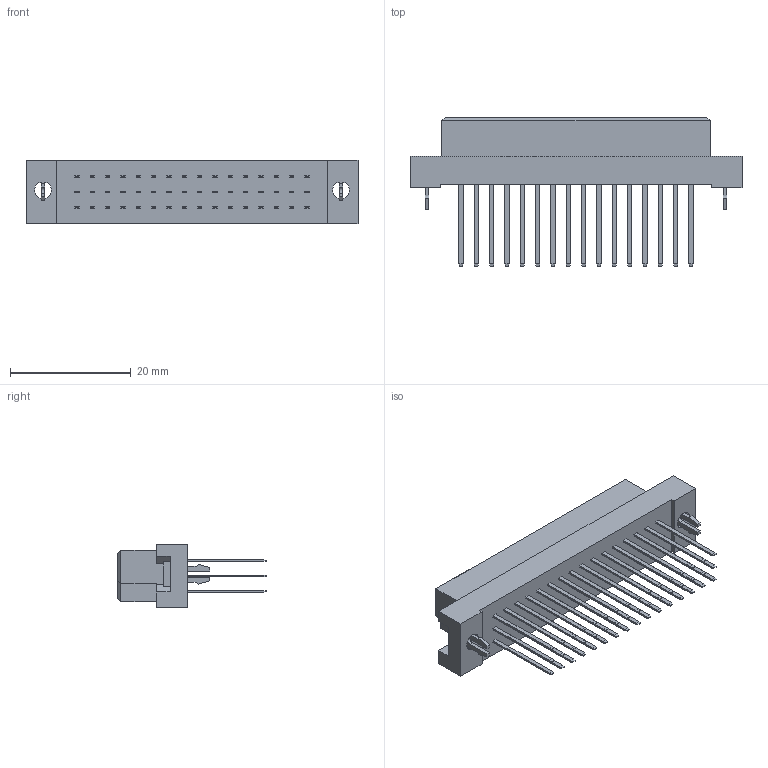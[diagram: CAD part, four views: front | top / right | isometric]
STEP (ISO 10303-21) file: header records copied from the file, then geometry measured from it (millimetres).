
FILE_DESCRIPTION (( 'STEP AP203' ), '1' );
FILE_NAME ('496-148-240-313.STEP', '2019-11-12T14:19:53', ( '' ), ( '' ), 'SwSTEP 2.0', 'SolidWorks 2020', '' );
FILE_SCHEMA (( 'CONFIG_CONTROL_DESIGN' ));
Length unit declared in the file: millimetre
Products named in the file (4): 496 Part_48; 496 Bore-lock; 496-148-240-313; 496-290_40
Assembly tree (51 placements, depth 2):
  496-148-240-313
    496 Part_48
    496-290_40  x48
    496 Bore-lock  x2
Bounding box: 55 x 24.6 x 10.6 mm (x, y, z)
Volume: 4784.3 mm3; surface area: 5986.6 mm2
Topology: 51 solids, 51 shells, 1182 faces, 2704 edges, 1672 vertices
Faces by surface type: plane 1176, cylinder 6
Entity records: 21988 total; most frequent: CARTESIAN_POINT 3540, ORIENTED_EDGE 3432, DIRECTION 3222, EDGE_CURVE 1716, LINE 1706, VECTOR 1706, VERTEX_POINT 1076, EDGE_LOOP 842
